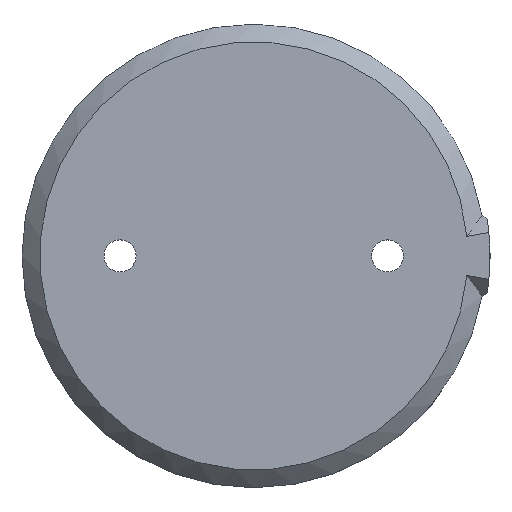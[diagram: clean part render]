
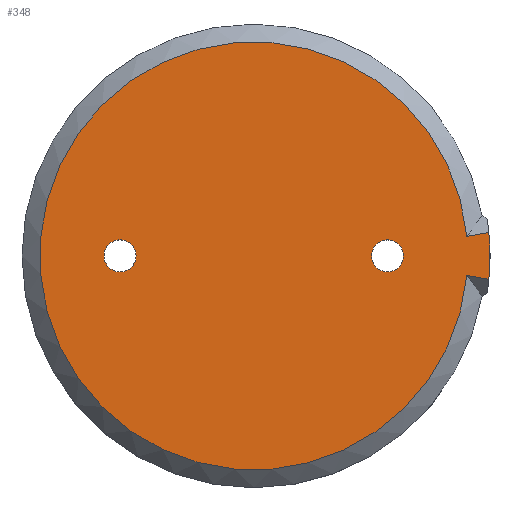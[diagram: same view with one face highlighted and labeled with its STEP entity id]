
A CAD part, top view. The second image highlights one B-rep face of the part: STEP entity #348.
In plain terms, the highlighted planar face has unit normal (0, 0, 1).
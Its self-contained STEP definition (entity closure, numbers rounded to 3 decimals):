
#24=FACE_BOUND('',#96,.T.);
#25=FACE_BOUND('',#97,.T.);
#37=CIRCLE('',#387,26.5);
#38=CIRCLE('',#393,24.);
#41=CIRCLE('',#399,1.8);
#43=CIRCLE('',#402,1.8);
#73=FACE_OUTER_BOUND('',#95,.T.);
#95=EDGE_LOOP('',(#297,#298,#299,#300));
#96=EDGE_LOOP('',(#301));
#97=EDGE_LOOP('',(#302));
#119=LINE('',#578,#142);
#122=LINE('',#585,#145);
#142=VECTOR('',#464,10.);
#145=VECTOR('',#471,10.);
#166=VERTEX_POINT('',#563);
#167=VERTEX_POINT('',#565);
#170=VERTEX_POINT('',#573);
#172=VERTEX_POINT('',#584);
#174=VERTEX_POINT('',#599);
#176=VERTEX_POINT('',#605);
#201=EDGE_CURVE('',#167,#166,#37,.T.);
#206=EDGE_CURVE('',#170,#166,#119,.T.);
#209=EDGE_CURVE('',#167,#172,#122,.T.);
#211=EDGE_CURVE('',#172,#170,#38,.T.);
#216=EDGE_CURVE('',#174,#174,#41,.T.);
#219=EDGE_CURVE('',#176,#176,#43,.T.);
#297=ORIENTED_EDGE('',*,*,#201,.T.);
#298=ORIENTED_EDGE('',*,*,#206,.F.);
#299=ORIENTED_EDGE('',*,*,#211,.F.);
#300=ORIENTED_EDGE('',*,*,#209,.F.);
#301=ORIENTED_EDGE('',*,*,#216,.T.);
#302=ORIENTED_EDGE('',*,*,#219,.T.);
#330=PLANE('',#407);
#348=ADVANCED_FACE('',(#73,#24,#25),#330,.T.);
#387=AXIS2_PLACEMENT_3D('',#566,#456,#457);
#393=AXIS2_PLACEMENT_3D('',#591,#474,#475);
#399=AXIS2_PLACEMENT_3D('',#601,#488,#489);
#402=AXIS2_PLACEMENT_3D('',#607,#495,#496);
#407=AXIS2_PLACEMENT_3D('',#614,#505,#506);
#456=DIRECTION('center_axis',(0.,0.,1.));
#457=DIRECTION('ref_axis',(1.,0.,0.));
#464=DIRECTION('',(0.985,0.174,0.));
#471=DIRECTION('',(-0.985,0.174,0.));
#474=DIRECTION('center_axis',(0.,0.,-1.));
#475=DIRECTION('ref_axis',(-1.,0.,0.));
#488=DIRECTION('center_axis',(0.,0.,-1.));
#489=DIRECTION('ref_axis',(-1.,0.,0.));
#495=DIRECTION('center_axis',(0.,0.,-1.));
#496=DIRECTION('ref_axis',(-1.,0.,0.));
#505=DIRECTION('center_axis',(0.,0.,1.));
#506=DIRECTION('ref_axis',(1.,0.,0.));
#563=CARTESIAN_POINT('',(26.37,3.605,9.6));
#565=CARTESIAN_POINT('',(26.37,-1.633,9.6));
#566=CARTESIAN_POINT('Origin',(0.,0.986,9.6));
#573=CARTESIAN_POINT('',(23.9,3.169,9.6));
#578=CARTESIAN_POINT('',(14.135,1.447,9.6));
#584=CARTESIAN_POINT('',(23.9,-1.198,9.6));
#585=CARTESIAN_POINT('',(13.15,0.698,9.6));
#591=CARTESIAN_POINT('Origin',(0.,0.986,9.6));
#599=CARTESIAN_POINT('',(-13.2,0.986,9.6));
#601=CARTESIAN_POINT('Origin',(-15.,0.986,9.6));
#605=CARTESIAN_POINT('',(16.8,0.986,9.6));
#607=CARTESIAN_POINT('Origin',(15.,0.986,9.6));
#614=CARTESIAN_POINT('Origin',(0.,0.986,9.6));
